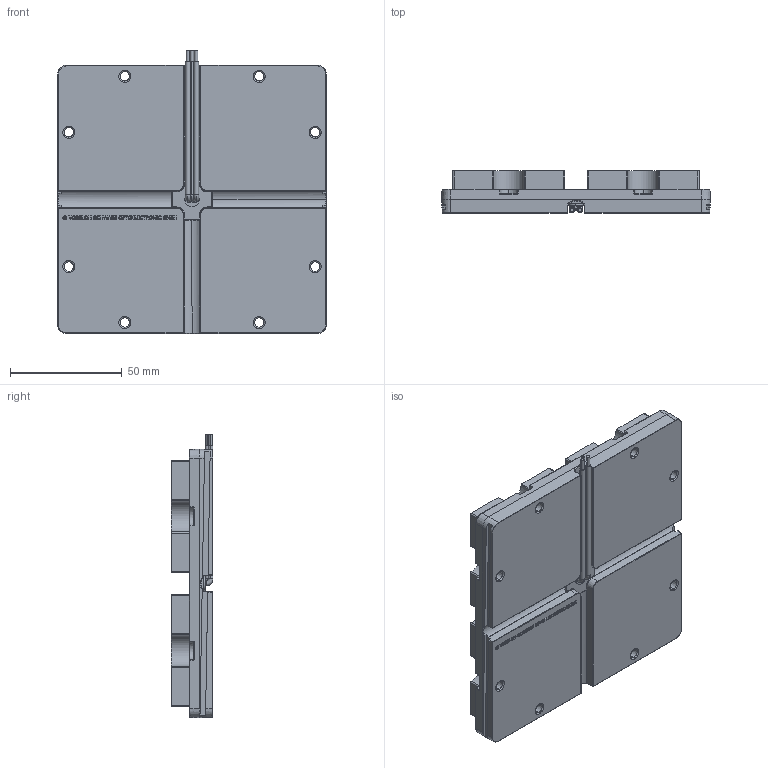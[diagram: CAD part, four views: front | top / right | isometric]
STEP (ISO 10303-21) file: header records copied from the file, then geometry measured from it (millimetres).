
FILE_DESCRIPTION (( 'STEP AP203' ), '1' );
FILE_NAME ('RED WU-M-425B-SYM I.STEP', '2014-04-17T06:56:44', ( 'VS' ), ( '' ), 'SwSTEP 2.0', 'SolidWorks 2014', '' );
FILE_SCHEMA (( 'CONFIG_CONTROL_DESIGN' ));
Length unit declared in the file: millimetre
Products named in the file (74): CREE XPE-; Kabel-02; RED-DuOp-Sym 1; 0805; C1210; PCB-Base; L鰐br點ke; Kabel-01; RED WU-M-425B-SYM I; 001301 MClass-Carrier_11-04-26; PCB-LSL; Heatfolie.4-1; Kabel-03; Screw DIN7500-Head ISO 14583; P91150_Abdichtung-StreetlightMClass; Verguss; SUB_SMA SS14L; Diode-S1PM-DO-220AA
Assembly tree (56 placements, depth 2):
  CREE XPE-
  Kabel-02
  0805
  0805
  L鰐br點ke
Bounding box: 120 x 18.71 x 126.67 mm (x, y, z)
Volume: 143292.1 mm3; surface area: 140106.1 mm2
Topology: 147 solids, 147 shells, 6272 faces, 15844 edges, 10172 vertices
Faces by surface type: plane 3734, cylinder 1478, bspline 661, torus 152, cone 131, sphere 116
Entity records: 150884 total; most frequent: CARTESIAN_POINT 50641, ORIENTED_EDGE 20114, DIRECTION 17981, EDGE_CURVE 10057, VERTEX_POINT 6480, VECTOR 6479, LINE 6479, AXIS2_PLACEMENT_3D 5751
